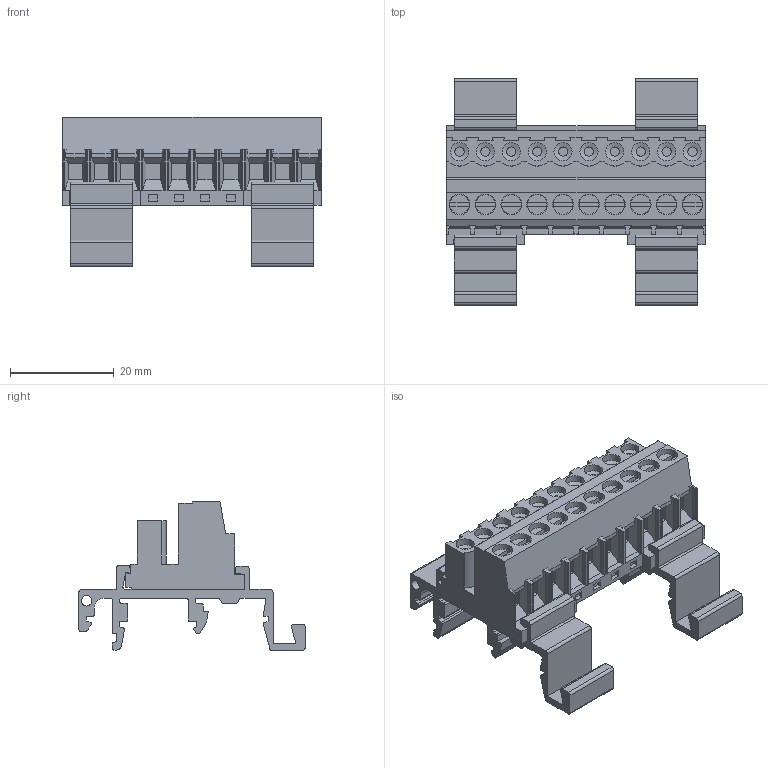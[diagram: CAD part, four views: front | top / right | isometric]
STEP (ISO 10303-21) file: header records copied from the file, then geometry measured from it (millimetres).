
FILE_DESCRIPTION(('STEP AP214'),'1');
FILE_NAME('SVR10-5-DR.stp','2021-02-15T14:30:27',(' '),(' '),'Spatial InterOp 3D',' ',' ');
FILE_SCHEMA(('AUTOMOTIVE_DESIGN { 1 0 10303 214 1 1 1 1 }'));
Length unit declared in the file: metre
Products named in the file (1): 1613401941
Bounding box: 50 x 43.7 x 28.8 mm (x, y, z)
Volume: 15369.4 mm3; surface area: 11937.7 mm2
Topology: 1 solids, 1 shells, 734 faces, 1971 edges, 1292 vertices
Faces by surface type: plane 549, cylinder 164, cone 20, extrusion 1
Full cylindrical faces by diameter (mm): 1.8 x10, 2 x2, 2.6 x10, 3.5 x10, 3.8 x10, 4 x10
Entity records: 27985 total; most frequent: CARTESIAN_POINT 3880, ORIENTED_EDGE 3734, DIRECTION 3692, EDGE_CURVE 1867, VECTOR 1508, LINE 1507, VERTEX_POINT 1260, AXIS2_PLACEMENT_3D 1092
